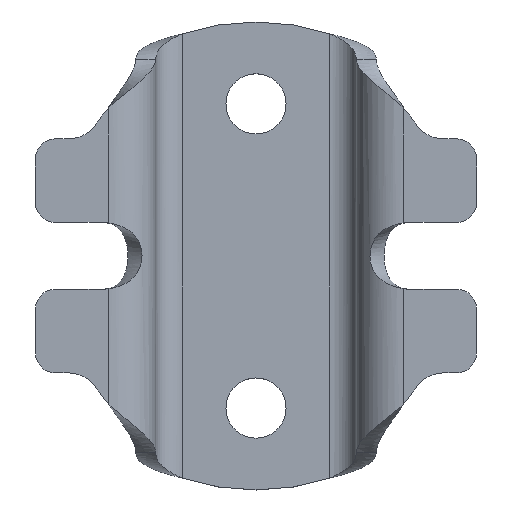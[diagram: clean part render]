
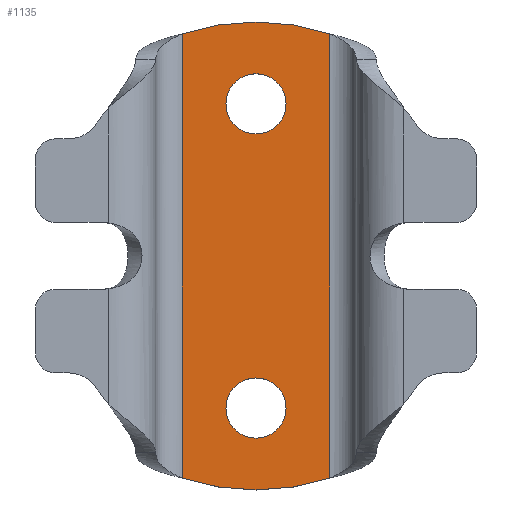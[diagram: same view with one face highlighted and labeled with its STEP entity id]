
A CAD part, top view. The second image highlights one B-rep face of the part: STEP entity #1135.
In plain terms, the highlighted planar face has unit normal (0, 0, 1).
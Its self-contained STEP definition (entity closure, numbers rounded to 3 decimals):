
#15=FACE_BOUND('',#216,.T.);
#16=FACE_BOUND('',#217,.T.);
#29=PLANE('',#1236);
#62=CIRCLE('',#1235,35.);
#63=CIRCLE('',#1237,35.);
#64=CIRCLE('',#1238,4.5);
#65=CIRCLE('',#1239,4.5);
#151=FACE_OUTER_BOUND('',#215,.T.);
#215=EDGE_LOOP('',(#915,#916,#917,#918));
#216=EDGE_LOOP('',(#919));
#217=EDGE_LOOP('',(#920));
#261=LINE('',#1991,#363);
#305=LINE('',#2779,#407);
#363=VECTOR('',#1303,10.);
#407=VECTOR('',#1441,10.);
#477=VERTEX_POINT('',#1760);
#484=VERTEX_POINT('',#1955);
#531=VERTEX_POINT('',#2774);
#532=VERTEX_POINT('',#2778);
#533=VERTEX_POINT('',#2781);
#534=VERTEX_POINT('',#2783);
#597=EDGE_CURVE('',#477,#484,#261,.T.);
#668=EDGE_CURVE('',#531,#484,#62,.T.);
#669=EDGE_CURVE('',#531,#532,#305,.T.);
#670=EDGE_CURVE('',#477,#532,#63,.T.);
#671=EDGE_CURVE('',#533,#533,#64,.T.);
#672=EDGE_CURVE('',#534,#534,#65,.T.);
#915=ORIENTED_EDGE('',*,*,#597,.T.);
#916=ORIENTED_EDGE('',*,*,#668,.F.);
#917=ORIENTED_EDGE('',*,*,#669,.T.);
#918=ORIENTED_EDGE('',*,*,#670,.F.);
#919=ORIENTED_EDGE('',*,*,#671,.T.);
#920=ORIENTED_EDGE('',*,*,#672,.T.);
#1135=ADVANCED_FACE('',(#151,#15,#16),#29,.T.);
#1235=AXIS2_PLACEMENT_3D('',#2776,#1437,#1438);
#1236=AXIS2_PLACEMENT_3D('',#2777,#1439,#1440);
#1237=AXIS2_PLACEMENT_3D('',#2780,#1442,#1443);
#1238=AXIS2_PLACEMENT_3D('',#2782,#1444,#1445);
#1239=AXIS2_PLACEMENT_3D('',#2784,#1446,#1447);
#1303=DIRECTION('',(0.,-1.,0.));
#1437=DIRECTION('center_axis',(0.,0.,-1.));
#1438=DIRECTION('ref_axis',(-0.866,-0.5,0.));
#1439=DIRECTION('center_axis',(0.,0.,1.));
#1440=DIRECTION('ref_axis',(1.,0.,0.));
#1441=DIRECTION('',(0.,1.,0.));
#1442=DIRECTION('center_axis',(0.,0.,-1.));
#1443=DIRECTION('ref_axis',(0.866,0.5,0.));
#1444=DIRECTION('center_axis',(0.,0.,-1.));
#1445=DIRECTION('ref_axis',(-1.,0.,0.));
#1446=DIRECTION('center_axis',(0.,0.,-1.));
#1447=DIRECTION('ref_axis',(-1.,0.,0.));
#1760=CARTESIAN_POINT('',(-11.,33.226,3.));
#1955=CARTESIAN_POINT('',(-11.,-33.226,3.));
#1991=CARTESIAN_POINT('',(-11.,16.613,3.));
#2774=CARTESIAN_POINT('',(11.,-33.226,3.));
#2776=CARTESIAN_POINT('Origin',(0.,0.,
3.));
#2777=CARTESIAN_POINT('Origin',(0.,0.,
3.));
#2778=CARTESIAN_POINT('',(11.,33.226,3.));
#2779=CARTESIAN_POINT('',(11.,-16.613,3.));
#2780=CARTESIAN_POINT('Origin',(0.,0.,
3.));
#2781=CARTESIAN_POINT('',(4.5,22.75,3.));
#2782=CARTESIAN_POINT('Origin',(0.,22.75,3.));
#2783=CARTESIAN_POINT('',(4.5,-22.75,3.));
#2784=CARTESIAN_POINT('Origin',(0.,-22.75,3.));
